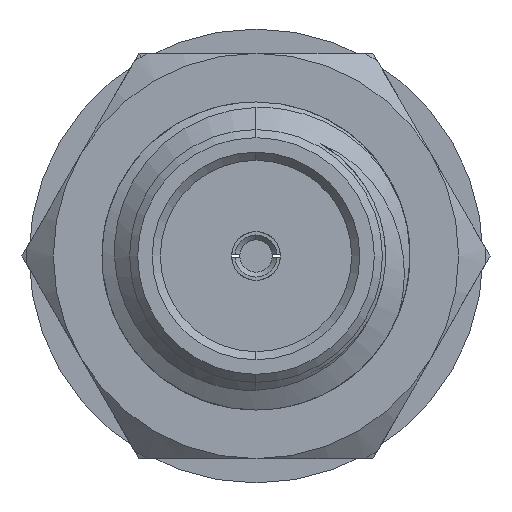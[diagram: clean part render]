
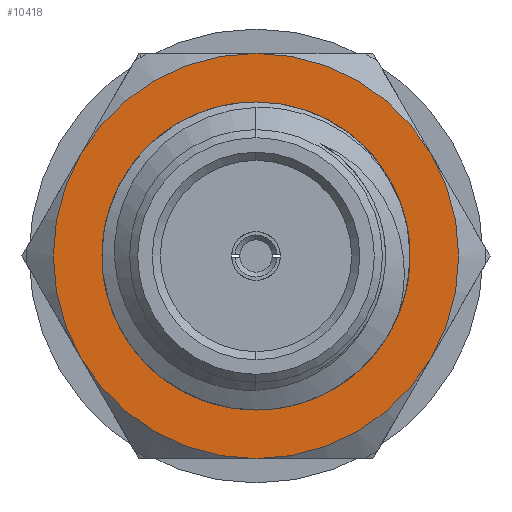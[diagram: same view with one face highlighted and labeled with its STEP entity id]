
A CAD part, left-side view. The second image highlights one B-rep face of the part: STEP entity #10418.
In plain terms, the highlighted planar face has unit normal (-1, 0, 0).
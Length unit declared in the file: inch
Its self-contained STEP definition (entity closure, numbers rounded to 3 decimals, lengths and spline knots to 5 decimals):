
#829 = ORIENTED_EDGE ( 'NONE', *, *, #7730, .T. ) ;
#1922 = DIRECTION ( 'NONE',  ( 0., 0., 1. ) ) ;
#2097 = CARTESIAN_POINT ( 'NONE',  ( 0.23765, 0., 0. ) ) ;
#2498 = VERTEX_POINT ( 'NONE', #19726 ) ;
#2503 = EDGE_CURVE ( 'NONE', #4405, #2498, #3550, .T. ) ;
#2750 = EDGE_CURVE ( 'NONE', #15710, #4405, #9891, .T. ) ;
#2976 = CIRCLE ( 'NONE', #15084, 0.125 ) ;
#3300 = ORIENTED_EDGE ( 'NONE', *, *, #5422, .T. ) ;
#3550 = CIRCLE ( 'NONE', #12957, 0.125 ) ;
#4265 = AXIS2_PLACEMENT_3D ( 'NONE', #24040, #5822, #11750 ) ;
#4405 = VERTEX_POINT ( 'NONE', #19154 ) ;
#4789 = VERTEX_POINT ( 'NONE', #22379 ) ;
#5210 = ORIENTED_EDGE ( 'NONE', *, *, #2750, .T. ) ;
#5422 = EDGE_CURVE ( 'NONE', #4789, #6814, #7880, .T. ) ;
#5560 = CARTESIAN_POINT ( 'NONE',  ( 0.23765, 0., 0. ) ) ;
#5772 = ORIENTED_EDGE ( 'NONE', *, *, #26008, .T. ) ;
#5822 = DIRECTION ( 'NONE',  ( -1., 0., 0. ) ) ;
#5905 = ORIENTED_EDGE ( 'NONE', *, *, #2503, .T. ) ;
#6456 = DIRECTION ( 'NONE',  ( 0., 0., -1. ) ) ;
#6574 = DIRECTION ( 'NONE',  ( 0., 0., 1. ) ) ;
#6782 = AXIS2_PLACEMENT_3D ( 'NONE', #20747, #12507, #14382 ) ;
#6814 = VERTEX_POINT ( 'NONE', #8119 ) ;
#6832 = PLANE ( 'NONE',  #22653 ) ;
#6838 = CARTESIAN_POINT ( 'NONE',  ( 0.23765, 0.10825, -0.0625 ) ) ;
#6921 = CARTESIAN_POINT ( 'NONE',  ( 0.23765, 0.078, 0. ) ) ;
#7239 = FACE_BOUND ( 'NONE', #21608, .T. ) ;
#7570 = DIRECTION ( 'NONE',  ( 0., 0., -1. ) ) ;
#7730 = EDGE_CURVE ( 'NONE', #15943, #9882, #20733, .T. ) ;
#7880 = CIRCLE ( 'NONE', #18714, 0.078 ) ;
#8119 = CARTESIAN_POINT ( 'NONE',  ( 0.23765, 0., 0.078 ) ) ;
#8481 = AXIS2_PLACEMENT_3D ( 'NONE', #5560, #19721, #7570 ) ;
#8612 = DIRECTION ( 'NONE',  ( -1., 0., 0. ) ) ;
#8963 = DIRECTION ( 'NONE',  ( -1., 0., 0. ) ) ;
#9700 = CARTESIAN_POINT ( 'NONE',  ( 0.23765, 0., 0. ) ) ;
#9882 = VERTEX_POINT ( 'NONE', #14269 ) ;
#9891 = CIRCLE ( 'NONE', #15965, 0.125 ) ;
#10418 = ADVANCED_FACE ( 'NONE', ( #7239, #11995 ), #6832, .T. ) ;
#10725 = CARTESIAN_POINT ( 'NONE',  ( 0.23765, 0., 0. ) ) ;
#10897 = DIRECTION ( 'NONE',  ( 0., 0., 1. ) ) ;
#11668 = CIRCLE ( 'NONE', #8481, 0.078 ) ;
#11684 = CARTESIAN_POINT ( 'NONE',  ( 0.23765, 0.10825, 0.0625 ) ) ;
#11732 = DIRECTION ( 'NONE',  ( -1., 0., 0. ) ) ;
#11750 = DIRECTION ( 'NONE',  ( 0., 0., 1. ) ) ;
#11995 = FACE_OUTER_BOUND ( 'NONE', #20971, .T. ) ;
#12507 = DIRECTION ( 'NONE',  ( -1., 0., 0. ) ) ;
#12957 = AXIS2_PLACEMENT_3D ( 'NONE', #9700, #11732, #15827 ) ;
#13140 = CARTESIAN_POINT ( 'NONE',  ( 0.23765, 0., 0. ) ) ;
#13845 = VERTEX_POINT ( 'NONE', #11684 ) ;
#14269 = CARTESIAN_POINT ( 'NONE',  ( 0.23765, 0., -0.125 ) ) ;
#14382 = DIRECTION ( 'NONE',  ( 0., 0., 1. ) ) ;
#14899 = CARTESIAN_POINT ( 'NONE',  ( 0.23765, 0., 0. ) ) ;
#15084 = AXIS2_PLACEMENT_3D ( 'NONE', #13140, #15190, #15105 ) ;
#15105 = DIRECTION ( 'NONE',  ( 0., 0., 1. ) ) ;
#15190 = DIRECTION ( 'NONE',  ( -1., 0., 0. ) ) ;
#15710 = VERTEX_POINT ( 'NONE', #16519 ) ;
#15827 = DIRECTION ( 'NONE',  ( 0., 0., 1. ) ) ;
#15897 = EDGE_CURVE ( 'NONE', #2498, #13845, #2976, .T. ) ;
#15943 = VERTEX_POINT ( 'NONE', #6838 ) ;
#15965 = AXIS2_PLACEMENT_3D ( 'NONE', #10725, #8612, #6574 ) ;
#16519 = CARTESIAN_POINT ( 'NONE',  ( 0.23765, -0.10825, -0.0625 ) ) ;
#17822 = CIRCLE ( 'NONE', #24867, 0.125 ) ;
#18412 = DIRECTION ( 'NONE',  ( -1., 0., 0. ) ) ;
#18714 = AXIS2_PLACEMENT_3D ( 'NONE', #14899, #20900, #6456 ) ;
#18936 = EDGE_CURVE ( 'NONE', #13845, #15943, #17822, .T. ) ;
#19154 = CARTESIAN_POINT ( 'NONE',  ( 0.23765, -0.10825, 0.0625 ) ) ;
#19721 = DIRECTION ( 'NONE',  ( 1., 0., 0. ) ) ;
#19726 = CARTESIAN_POINT ( 'NONE',  ( 0.23765, 0., 0.125 ) ) ;
#20070 = ORIENTED_EDGE ( 'NONE', *, *, #15897, .T. ) ;
#20728 = CIRCLE ( 'NONE', #6782, 0.125 ) ;
#20733 = CIRCLE ( 'NONE', #4265, 0.125 ) ;
#20747 = CARTESIAN_POINT ( 'NONE',  ( 0.23765, 0., 0. ) ) ;
#20900 = DIRECTION ( 'NONE',  ( 1., 0., 0. ) ) ;
#20971 = EDGE_LOOP ( 'NONE', ( #5905, #20070, #24636, #829, #25020, #5210 ) ) ;
#21608 = EDGE_LOOP ( 'NONE', ( #3300, #5772 ) ) ;
#22379 = CARTESIAN_POINT ( 'NONE',  ( 0.23765, 0., -0.078 ) ) ;
#22653 = AXIS2_PLACEMENT_3D ( 'NONE', #6921, #8963, #10897 ) ;
#23936 = EDGE_CURVE ( 'NONE', #9882, #15710, #20728, .T. ) ;
#24040 = CARTESIAN_POINT ( 'NONE',  ( 0.23765, 0., 0. ) ) ;
#24636 = ORIENTED_EDGE ( 'NONE', *, *, #18936, .T. ) ;
#24867 = AXIS2_PLACEMENT_3D ( 'NONE', #2097, #18412, #1922 ) ;
#25020 = ORIENTED_EDGE ( 'NONE', *, *, #23936, .T. ) ;
#26008 = EDGE_CURVE ( 'NONE', #6814, #4789, #11668, .T. ) ;
